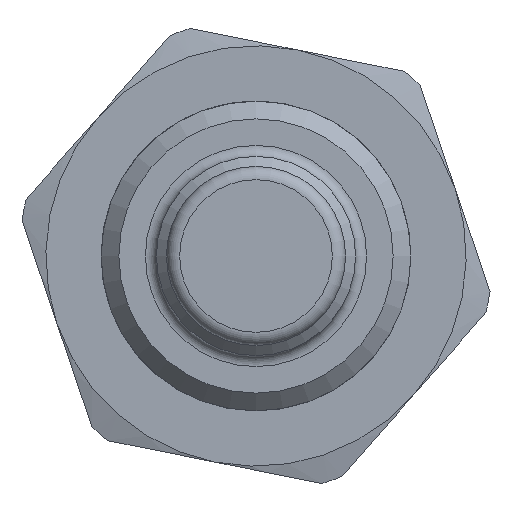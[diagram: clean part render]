
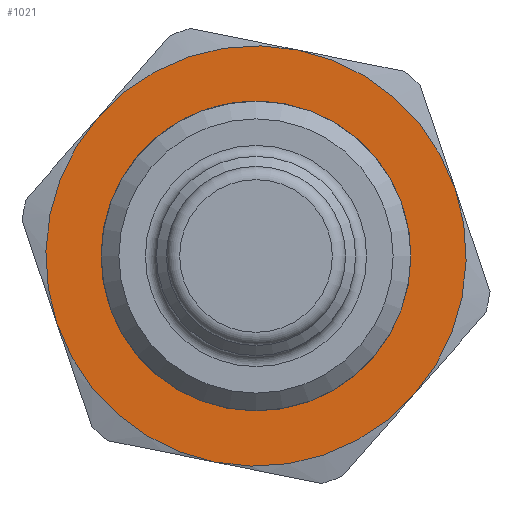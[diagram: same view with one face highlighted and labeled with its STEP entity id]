
A CAD part, left-side view. The second image highlights one B-rep face of the part: STEP entity #1021.
In plain terms, the highlighted planar face has unit normal (-1, 0, 0).
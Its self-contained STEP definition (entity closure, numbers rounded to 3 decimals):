
#209=CARTESIAN_POINT('',(24.45,-8.999,3.045));
#210=VERTEX_POINT('',#209);
#291=CARTESIAN_POINT('',(24.45,-7.137,-6.27));
#292=VERTEX_POINT('',#291);
#373=CARTESIAN_POINT('',(24.45,1.862,-9.316));
#374=VERTEX_POINT('',#373);
#455=CARTESIAN_POINT('',(24.45,8.999,-3.045));
#456=VERTEX_POINT('',#455);
#537=CARTESIAN_POINT('',(24.45,7.137,6.27));
#538=VERTEX_POINT('',#537);
#597=CARTESIAN_POINT('',(24.45,-1.862,9.316));
#598=VERTEX_POINT('',#597);
#599=CARTESIAN_POINT('',(24.45,0.,0.));
#600=DIRECTION('',(-1.0,0.,0.));
#601=DIRECTION('',(0.,-0.196,0.981));
#602=AXIS2_PLACEMENT_3D('',#599,#600,#601);
#603=CIRCLE('',#602,9.5);
#604=EDGE_CURVE('',#598,#538,#603,.T.);
#637=CARTESIAN_POINT('',(24.45,0.,0.));
#638=DIRECTION('',(-1.0,0.,0.));
#639=DIRECTION('',(0.,-0.196,0.981));
#640=AXIS2_PLACEMENT_3D('',#637,#638,#639);
#641=CIRCLE('',#640,9.5);
#642=EDGE_CURVE('',#538,#456,#641,.T.);
#661=CARTESIAN_POINT('',(24.45,0.,0.));
#662=DIRECTION('',(-1.0,0.,0.));
#663=DIRECTION('',(0.,-0.196,0.981));
#664=AXIS2_PLACEMENT_3D('',#661,#662,#663);
#665=CIRCLE('',#664,9.5);
#666=EDGE_CURVE('',#456,#374,#665,.T.);
#685=CARTESIAN_POINT('',(24.45,0.,0.));
#686=DIRECTION('',(-1.0,0.,0.));
#687=DIRECTION('',(0.,-0.196,0.981));
#688=AXIS2_PLACEMENT_3D('',#685,#686,#687);
#689=CIRCLE('',#688,9.5);
#690=EDGE_CURVE('',#374,#292,#689,.T.);
#731=CARTESIAN_POINT('',(24.45,0.,0.));
#732=DIRECTION('',(-1.0,0.,0.));
#733=DIRECTION('',(0.,-0.196,0.981));
#734=AXIS2_PLACEMENT_3D('',#731,#732,#733);
#735=CIRCLE('',#734,9.5);
#736=EDGE_CURVE('',#210,#598,#735,.T.);
#747=CARTESIAN_POINT('',(24.45,0.,0.));
#748=DIRECTION('',(-1.0,0.,0.));
#749=DIRECTION('',(0.,-0.196,0.981));
#750=AXIS2_PLACEMENT_3D('',#747,#748,#749);
#751=CIRCLE('',#750,9.5);
#752=EDGE_CURVE('',#292,#210,#751,.T.);
#997=CARTESIAN_POINT('',(24.45,-1.617,8.09));
#998=DIRECTION('',(-1.0,0.0,0.0));
#999=DIRECTION('',(0.0,-0.981,-0.196));
#1000=AXIS2_PLACEMENT_3D('',#997,#998,#999);
#1001=PLANE('',#1000);
#1002=ORIENTED_EDGE('',*,*,#604,.T.);
#1003=ORIENTED_EDGE('',*,*,#642,.T.);
#1004=ORIENTED_EDGE('',*,*,#666,.T.);
#1005=ORIENTED_EDGE('',*,*,#690,.T.);
#1006=ORIENTED_EDGE('',*,*,#752,.T.);
#1007=ORIENTED_EDGE('',*,*,#736,.T.);
#1008=EDGE_LOOP('',(#1002,#1003,#1004,#1005,#1006,#1007));
#1009=FACE_OUTER_BOUND('',#1008,.T.);
#1010=CARTESIAN_POINT('',(24.45,-1.372,6.864));
#1011=VERTEX_POINT('',#1010);
#1012=CARTESIAN_POINT('',(24.45,0.,0.));
#1013=DIRECTION('',(-1.0,0.,0.));
#1014=DIRECTION('',(0.,-0.196,0.981));
#1015=AXIS2_PLACEMENT_3D('',#1012,#1013,#1014);
#1016=CIRCLE('',#1015,7.);
#1017=EDGE_CURVE('',#1011,#1011,#1016,.T.);
#1018=ORIENTED_EDGE('',*,*,#1017,.F.);
#1019=EDGE_LOOP('',(#1018));
#1020=FACE_BOUND('',#1019,.T.);
#1021=ADVANCED_FACE('',(#1009,#1020),#1001,.T.);
